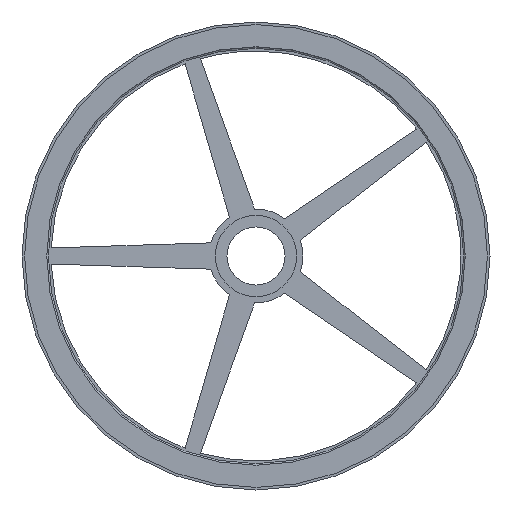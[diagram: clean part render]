
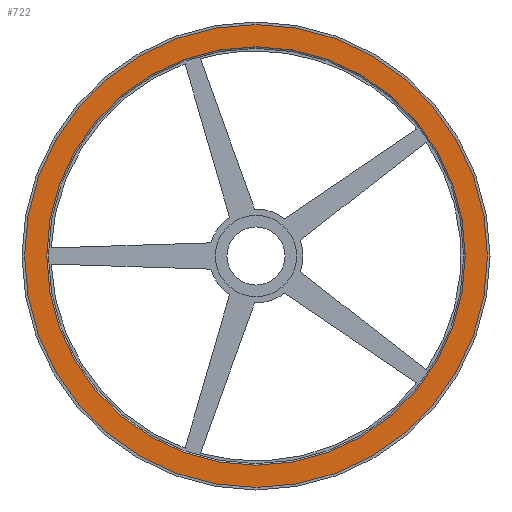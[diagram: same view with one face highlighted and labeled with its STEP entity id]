
A CAD part, left-side view. The second image highlights one B-rep face of the part: STEP entity #722.
In plain terms, the highlighted planar face has unit normal (-1, 0, 0).
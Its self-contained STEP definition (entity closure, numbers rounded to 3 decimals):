
#68 = EDGE_LOOP ( 'NONE', ( #463 ) ) ;
#74 = DIRECTION ( 'NONE',  ( 0., 0., 1. ) ) ;
#170 = EDGE_CURVE ( 'NONE', #910, #910, #1040, .T. ) ;
#199 = CARTESIAN_POINT ( 'NONE',  ( -13.25, 245., 0. ) ) ;
#283 = DIRECTION ( 'NONE',  ( 0., 0., -1. ) ) ;
#291 = DIRECTION ( 'NONE',  ( 1., 0., 0. ) ) ;
#363 = ORIENTED_EDGE ( 'NONE', *, *, #170, .F. ) ;
#463 = ORIENTED_EDGE ( 'NONE', *, *, #1286, .T. ) ;
#498 = EDGE_LOOP ( 'NONE', ( #363 ) ) ;
#520 = FACE_OUTER_BOUND ( 'NONE', #68, .T. ) ;
#561 = AXIS2_PLACEMENT_3D ( 'NONE', #833, #965, #749 ) ;
#616 = CIRCLE ( 'NONE', #1044, 271. ) ;
#722 = ADVANCED_FACE ( 'NONE', ( #1198, #520 ), #1221, .F. ) ;
#749 = DIRECTION ( 'NONE',  ( 0., 0., 1. ) ) ;
#833 = CARTESIAN_POINT ( 'NONE',  ( -13.25, 0., 0. ) ) ;
#910 = VERTEX_POINT ( 'NONE', #1017 ) ;
#965 = DIRECTION ( 'NONE',  ( -1., 0., 0. ) ) ;
#975 = DIRECTION ( 'NONE',  ( -1., 0., 0. ) ) ;
#1017 = CARTESIAN_POINT ( 'NONE',  ( -13.25, 0., 245. ) ) ;
#1040 = CIRCLE ( 'NONE', #561, 245. ) ;
#1044 = AXIS2_PLACEMENT_3D ( 'NONE', #1072, #975, #74 ) ;
#1054 = CARTESIAN_POINT ( 'NONE',  ( -13.25, 0., 271. ) ) ;
#1072 = CARTESIAN_POINT ( 'NONE',  ( -13.25, 0., 0. ) ) ;
#1198 = FACE_BOUND ( 'NONE', #498, .T. ) ;
#1221 = PLANE ( 'NONE',  #1234 ) ;
#1234 = AXIS2_PLACEMENT_3D ( 'NONE', #199, #291, #283 ) ;
#1259 = VERTEX_POINT ( 'NONE', #1054 ) ;
#1286 = EDGE_CURVE ( 'NONE', #1259, #1259, #616, .T. ) ;
